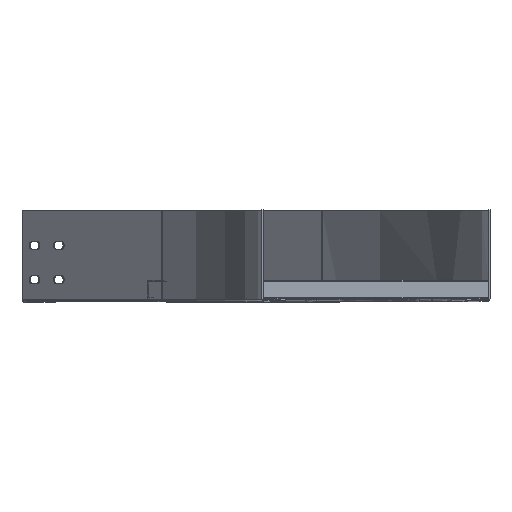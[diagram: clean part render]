
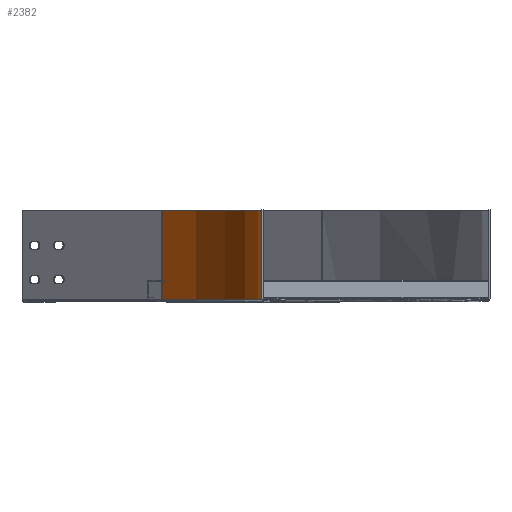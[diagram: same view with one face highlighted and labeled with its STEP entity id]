
A CAD part, top view. The second image highlights one B-rep face of the part: STEP entity #2382.
In plain terms, the highlighted cylindrical face has radius 300 mm (diameter 600 mm), a partial arc.
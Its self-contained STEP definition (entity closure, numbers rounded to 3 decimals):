
#94 = EDGE_CURVE ( 'NONE', #5912, #5916, #3218, .T. ) ;
#120 = EDGE_CURVE ( 'NONE', #5909, #5912, #3177, .T. ) ;
#220 = EDGE_CURVE ( 'NONE', #5915, #5916, #3001, .T. ) ;
#230 = EDGE_CURVE ( 'NONE', #5909, #5915, #2983, .T. ) ;
#432 = CARTESIAN_POINT ( 'NONE',  ( -300., 0., -173. ) ) ;
#433 = DIRECTION ( 'NONE',  ( 0., 1., 0. ) ) ;
#444 = DIRECTION ( 'NONE',  ( 0., 0., 1. ) ) ;
#838 = AXIS2_PLACEMENT_3D ( 'NONE', #432, #433, #444 ) ;
#1943 = CYLINDRICAL_SURFACE ( 'NONE', #838, 300. ) ;
#1947 = FACE_OUTER_BOUND ( 'NONE', #3390, .T. ) ;
#2108 = AXIS2_PLACEMENT_3D ( 'NONE', #5024, #4954, #4949 ) ;
#2178 = AXIS2_PLACEMENT_3D ( 'NONE', #4461, #4460, #4459 ) ;
#2382 = ADVANCED_FACE ( 'NONE', ( #1947 ), #1943, .F. ) ;
#2743 = ORIENTED_EDGE ( 'NONE', *, *, #220, .T. ) ;
#2840 = ORIENTED_EDGE ( 'NONE', *, *, #230, .T. ) ;
#2841 = ORIENTED_EDGE ( 'NONE', *, *, #120, .F. ) ;
#2845 = ORIENTED_EDGE ( 'NONE', *, *, #94, .F. ) ;
#2983 = CIRCLE ( 'NONE', #2108, 300. ) ;
#2998 = VECTOR ( 'NONE', #5018, 1000. ) ;
#3001 = LINE ( 'NONE', #5022, #2998 ) ;
#3174 = VECTOR ( 'NONE', #4375, 1000. ) ;
#3177 = LINE ( 'NONE', #4377, #3174 ) ;
#3218 = CIRCLE ( 'NONE', #2178, 300. ) ;
#3390 = EDGE_LOOP ( 'NONE', ( #2841, #2840, #2743, #2845 ) ) ;
#4375 = DIRECTION ( 'NONE',  ( 0., -1., 0. ) ) ;
#4377 = CARTESIAN_POINT ( 'NONE',  ( 0., -41.13, -173. ) ) ;
#4459 = DIRECTION ( 'NONE',  ( 0., 0., 1. ) ) ;
#4460 = DIRECTION ( 'NONE',  ( 0., 1., 0. ) ) ;
#4461 = CARTESIAN_POINT ( 'NONE',  ( -300., -41.13, -173. ) ) ;
#4627 = CARTESIAN_POINT ( 'NONE',  ( -87.868, 37.07, -385.132 ) ) ;
#4632 = CARTESIAN_POINT ( 'NONE',  ( 0., -41.13, -173. ) ) ;
#4636 = CARTESIAN_POINT ( 'NONE',  ( 0., 37.07, -173. ) ) ;
#4638 = CARTESIAN_POINT ( 'NONE',  ( -87.868, -41.13, -385.132 ) ) ;
#4949 = DIRECTION ( 'NONE',  ( 0., 0., 1. ) ) ;
#4954 = DIRECTION ( 'NONE',  ( 0., 1., 0. ) ) ;
#5018 = DIRECTION ( 'NONE',  ( 0., -1., 0. ) ) ;
#5022 = CARTESIAN_POINT ( 'NONE',  ( -87.868, -41.13, -385.132 ) ) ;
#5024 = CARTESIAN_POINT ( 'NONE',  ( -300., 37.07, -173. ) ) ;
#5909 = VERTEX_POINT ( 'NONE', #4636 ) ;
#5912 = VERTEX_POINT ( 'NONE', #4632 ) ;
#5915 = VERTEX_POINT ( 'NONE', #4627 ) ;
#5916 = VERTEX_POINT ( 'NONE', #4638 ) ;
